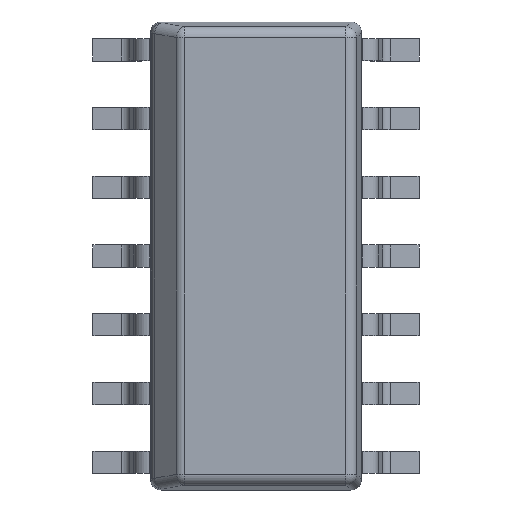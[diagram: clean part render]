
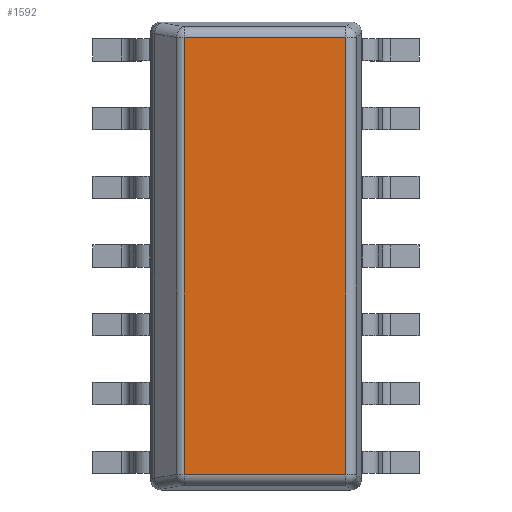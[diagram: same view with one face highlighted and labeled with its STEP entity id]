
A CAD part, top view. The second image highlights one B-rep face of the part: STEP entity #1592.
In plain terms, the highlighted face is planar.
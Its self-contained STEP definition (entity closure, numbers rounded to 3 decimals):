
#397=DIRECTION('',(0.,0.,-1.));
#398=VECTOR('',#397,2.991);
#399=CARTESIAN_POINT('',(4.037,0.68,1.662));
#400=LINE('',#399,#398);
#411=DIRECTION('',(1.,0.,0.));
#412=VECTOR('',#411,8.075);
#413=CARTESIAN_POINT('',(-4.037,0.68,-1.329));
#414=LINE('',#413,#412);
#449=DIRECTION('',(0.,0.,1.));
#450=VECTOR('',#449,2.991);
#451=CARTESIAN_POINT('',(-4.037,0.68,-1.329));
#452=LINE('',#451,#450);
#487=DIRECTION('',(1.,0.,0.));
#488=VECTOR('',#487,8.075);
#489=CARTESIAN_POINT('',(-4.037,0.68,1.662));
#490=LINE('',#489,#488);
#1215=CARTESIAN_POINT('',(-4.037,0.68,1.662));
#1216=CARTESIAN_POINT('',(4.037,0.68,1.662));
#1217=VERTEX_POINT('',#1215);
#1218=VERTEX_POINT('',#1216);
#1283=CARTESIAN_POINT('',(-4.037,0.68,-1.329));
#1284=VERTEX_POINT('',#1283);
#1285=CARTESIAN_POINT('',(4.037,0.68,-1.329));
#1286=VERTEX_POINT('',#1285);
#1578=CARTESIAN_POINT('',(0.,0.68,0.));
#1579=DIRECTION('',(0.,1.,0.));
#1580=DIRECTION('',(1.,0.,0.));
#1581=AXIS2_PLACEMENT_3D('',#1578,#1579,#1580);
#1582=PLANE('',#1581);
#1584=ORIENTED_EDGE('',*,*,#1583,.T.);
#1585=ORIENTED_EDGE('',*,*,#1568,.F.);
#1587=ORIENTED_EDGE('',*,*,#1586,.F.);
#1589=ORIENTED_EDGE('',*,*,#1588,.F.);
#1590=EDGE_LOOP('',(#1584,#1585,#1587,#1589));
#1591=FACE_OUTER_BOUND('',#1590,.F.);
#1568=EDGE_CURVE('',#1218,#1286,#400,.T.);
#1583=EDGE_CURVE('',#1284,#1286,#414,.T.);
#1586=EDGE_CURVE('',#1217,#1218,#490,.T.);
#1588=EDGE_CURVE('',#1284,#1217,#452,.T.);
#1592=ADVANCED_FACE('',(#1591),#1582,.T.);
